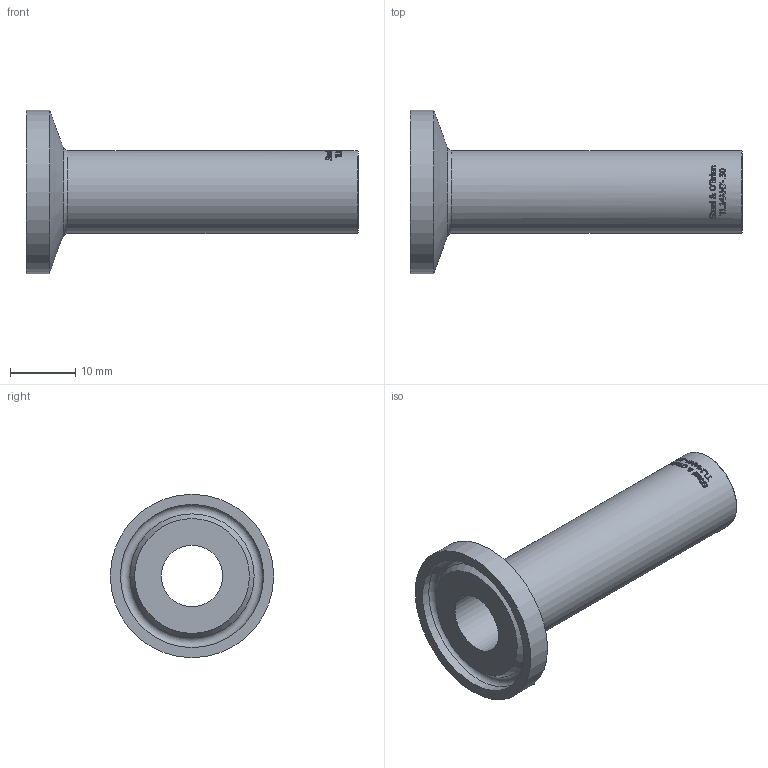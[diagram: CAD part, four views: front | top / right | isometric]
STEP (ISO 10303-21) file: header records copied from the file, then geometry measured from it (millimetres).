
FILE_DESCRIPTION(/* description */ (''),/* implementation_level */ '2;1');
FILE_NAME(/* name */ 'TL14AM7-.50.stp',/* time_stamp */ '2019-08-05T10:06:40-04:00',/* author */ ('rick'),/* organization */ (''),/* preprocessor_version */ 'ST-DEVELOPER v15.2',/* originating_system */ 'Autodesk Inventor 2014',/* authorisation */ '');
FILE_SCHEMA (('AUTOMOTIVE_DESIGN { 1 0 10303 214 3 1 1 }'));
Length unit declared in the file: inch
Products named in the file (1): TL14AM7-.50
Bounding box: 50.8 x 24.99 x 24.99 mm (x, y, z)
Volume: 4220.3 mm3; surface area: 4585.2 mm2
Topology: 1 solids, 1 shells, 358 faces, 950 edges, 631 vertices
Faces by surface type: plane 167, bspline 145, cylinder 40, torus 4, cone 2
Full cylindrical faces by diameter (mm): 9.398 x1, 12.7 x1, 21.895 x1, 24.994 x1
Entity records: 13756 total; most frequent: CARTESIAN_POINT 5624, ORIENTED_EDGE 1880, DIRECTION 1285, EDGE_CURVE 940, VERTEX_POINT 631, LINE 443, VECTOR 443, AXIS2_PLACEMENT_3D 421
